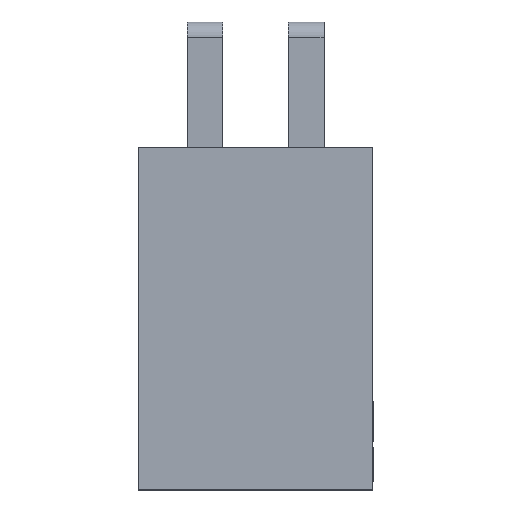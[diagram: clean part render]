
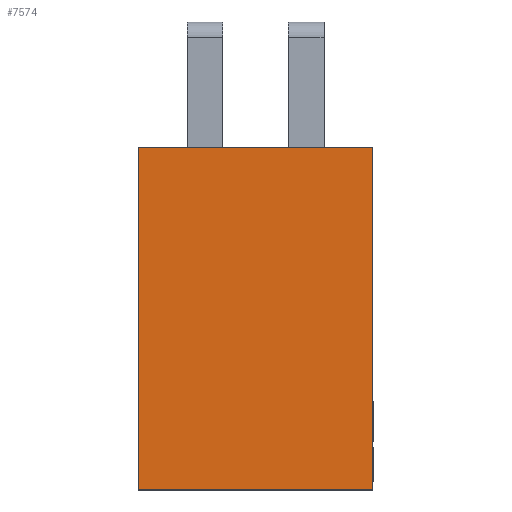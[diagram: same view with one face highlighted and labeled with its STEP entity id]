
A CAD part, top view. The second image highlights one B-rep face of the part: STEP entity #7574.
In plain terms, the highlighted planar face has unit normal (0, 0, 1).
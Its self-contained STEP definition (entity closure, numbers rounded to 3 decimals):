
#498 = AXIS2_PLACEMENT_3D ( 'NONE', #8811, #14965, #4304 ) ;
#1201 = CARTESIAN_POINT ( 'NONE',  ( -1.47, -1.5, 10.3 ) ) ;
#2618 = FACE_OUTER_BOUND ( 'NONE', #8328, .T. ) ;
#2707 = PLANE ( 'NONE',  #498 ) ;
#3567 = CARTESIAN_POINT ( 'NONE',  ( -4.41, -1.5, 10.3 ) ) ;
#4304 = DIRECTION ( 'NONE',  ( 0., -1., 0. ) ) ;
#5892 = ORIENTED_EDGE ( 'NONE', *, *, #16853, .T. ) ;
#6307 = LINE ( 'NONE', #13982, #16643 ) ;
#6343 = CARTESIAN_POINT ( 'NONE',  ( -1.47, -1.5, 10.3 ) ) ;
#7520 = VECTOR ( 'NONE', #7980, 1000. ) ;
#7574 = ADVANCED_FACE ( 'NONE', ( #2618 ), #2707, .F. ) ;
#7980 = DIRECTION ( 'NONE',  ( 0., 1., 0. ) ) ;
#8328 = EDGE_LOOP ( 'NONE', ( #15812, #14531, #11061, #5892 ) ) ;
#8811 = CARTESIAN_POINT ( 'NONE',  ( -1.47, -1.5, 10.3 ) ) ;
#8851 = EDGE_CURVE ( 'NONE', #10944, #19820, #10707, .T. ) ;
#8893 = DIRECTION ( 'NONE',  ( 0., 1., 0. ) ) ;
#10707 = LINE ( 'NONE', #15446, #17179 ) ;
#10753 = LINE ( 'NONE', #17104, #12719 ) ;
#10756 = CARTESIAN_POINT ( 'NONE',  ( -4.41, 2.8, 10.3 ) ) ;
#10944 = VERTEX_POINT ( 'NONE', #3567 ) ;
#11061 = ORIENTED_EDGE ( 'NONE', *, *, #19067, .F. ) ;
#11903 = EDGE_CURVE ( 'NONE', #12723, #19820, #6307, .T. ) ;
#12455 = DIRECTION ( 'NONE',  ( -1., 0., 0. ) ) ;
#12719 = VECTOR ( 'NONE', #12455, 1000. ) ;
#12723 = VERTEX_POINT ( 'NONE', #17165 ) ;
#13982 = CARTESIAN_POINT ( 'NONE',  ( -1.47, 2.8, 10.3 ) ) ;
#14320 = LINE ( 'NONE', #6343, #7520 ) ;
#14531 = ORIENTED_EDGE ( 'NONE', *, *, #8851, .F. ) ;
#14965 = DIRECTION ( 'NONE',  ( 0., 0., -1. ) ) ;
#15446 = CARTESIAN_POINT ( 'NONE',  ( -4.41, -1.5, 10.3 ) ) ;
#15812 = ORIENTED_EDGE ( 'NONE', *, *, #11903, .T. ) ;
#16643 = VECTOR ( 'NONE', #16724, 1000. ) ;
#16724 = DIRECTION ( 'NONE',  ( -1., 0., 0. ) ) ;
#16853 = EDGE_CURVE ( 'NONE', #17369, #12723, #14320, .T. ) ;
#17104 = CARTESIAN_POINT ( 'NONE',  ( -1.47, -1.5, 10.3 ) ) ;
#17165 = CARTESIAN_POINT ( 'NONE',  ( -1.47, 2.8, 10.3 ) ) ;
#17179 = VECTOR ( 'NONE', #8893, 1000. ) ;
#17369 = VERTEX_POINT ( 'NONE', #1201 ) ;
#19067 = EDGE_CURVE ( 'NONE', #17369, #10944, #10753, .T. ) ;
#19820 = VERTEX_POINT ( 'NONE', #10756 ) ;
